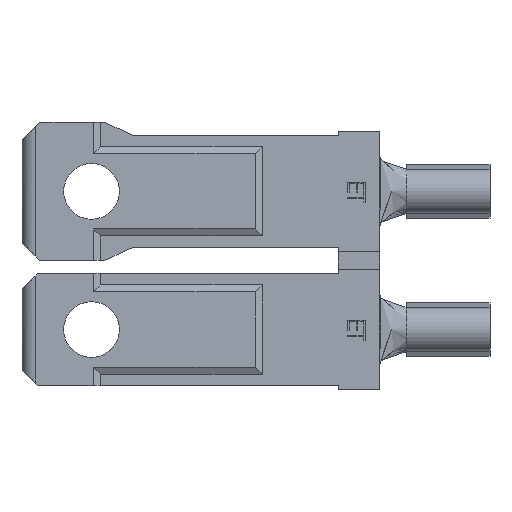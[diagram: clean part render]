
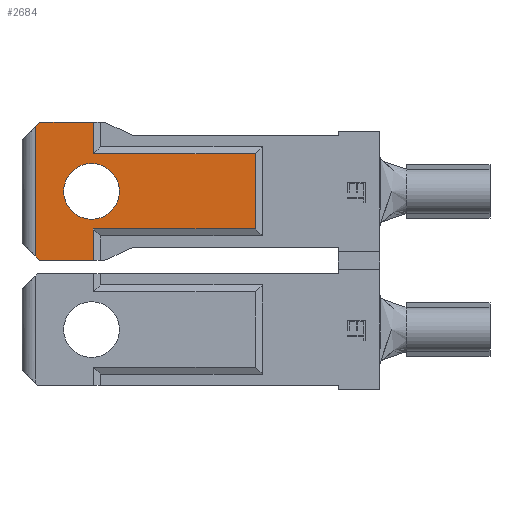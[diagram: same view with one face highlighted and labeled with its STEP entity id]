
A CAD part, front view. The second image highlights one B-rep face of the part: STEP entity #2684.
In plain terms, the highlighted planar face has unit normal (0, -1, 0).
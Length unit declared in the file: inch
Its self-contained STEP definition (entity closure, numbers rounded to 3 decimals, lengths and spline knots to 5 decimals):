
#21 = EDGE_CURVE ( 'NONE', #868, #8988, #10187, .T. ) ;
#141 = CARTESIAN_POINT ( 'NONE',  ( 0.01, -0.03, 0.155 ) ) ;
#192 = LINE ( 'NONE', #995, #9072 ) ;
#450 = EDGE_CURVE ( 'NONE', #9183, #6065, #2100, .T. ) ;
#484 = CIRCLE ( 'NONE', #4006, 0.0625 ) ;
#544 = EDGE_CURVE ( 'NONE', #10331, #635, #10896, .T. ) ;
#597 = ORIENTED_EDGE ( 'NONE', *, *, #7633, .F. ) ;
#635 = VERTEX_POINT ( 'NONE', #8753 ) ;
#868 = VERTEX_POINT ( 'NONE', #8921 ) ;
#995 = CARTESIAN_POINT ( 'NONE',  ( 0., -0.03, 0.155 ) ) ;
#1025 = LINE ( 'NONE', #141, #7875 ) ;
#1112 = ORIENTED_EDGE ( 'NONE', *, *, #4026, .F. ) ;
#1295 = PLANE ( 'NONE',  #7167 ) ;
#1581 = CARTESIAN_POINT ( 'NONE',  ( 0.13041, -0.03, 0.155 ) ) ;
#1673 = CARTESIAN_POINT ( 'NONE',  ( 0.126, -0.03, 0. ) ) ;
#1702 = EDGE_CURVE ( 'NONE', #8299, #9376, #6576, .T. ) ;
#1794 = DIRECTION ( 'NONE',  ( 0., 0., -1. ) ) ;
#2051 = CARTESIAN_POINT ( 'NONE',  ( 0.126, -0.03, 0.0625 ) ) ;
#2100 = LINE ( 'NONE', #10126, #10237 ) ;
#2188 = DIRECTION ( 'NONE',  ( 0., 0., -1. ) ) ;
#2282 = DIRECTION ( 'NONE',  ( 0., 0., -1. ) ) ;
#2446 = DIRECTION ( 'NONE',  ( 0., 0., -1. ) ) ;
#2684 = ADVANCED_FACE ( 'NONE', ( #7757, #7506 ), #1295, .F. ) ;
#2788 = ORIENTED_EDGE ( 'NONE', *, *, #1702, .T. ) ;
#3014 = DIRECTION ( 'NONE',  ( 0., 1., 0. ) ) ;
#3338 = EDGE_CURVE ( 'NONE', #3676, #868, #1025, .T. ) ;
#3384 = DIRECTION ( 'NONE',  ( 0., 1., 0. ) ) ;
#3437 = ORIENTED_EDGE ( 'NONE', *, *, #6606, .T. ) ;
#3438 = VECTOR ( 'NONE', #2282, 39.37008 ) ;
#3676 = VERTEX_POINT ( 'NONE', #7493 ) ;
#3934 = CARTESIAN_POINT ( 'NONE',  ( 0., -0.03, -0.145 ) ) ;
#3967 = CARTESIAN_POINT ( 'NONE',  ( 0.13041, -0.03, 0.155 ) ) ;
#3987 = EDGE_LOOP ( 'NONE', ( #7801, #9573, #5185, #1112, #597, #4968, #4340, #4476, #2788, #6249 ) ) ;
#4006 = AXIS2_PLACEMENT_3D ( 'NONE', #4830, #10841, #5693 ) ;
#4026 = EDGE_CURVE ( 'NONE', #8429, #9183, #5755, .T. ) ;
#4047 = VERTEX_POINT ( 'NONE', #7442 ) ;
#4132 = CARTESIAN_POINT ( 'NONE',  ( 0., -0.03, -0.155 ) ) ;
#4340 = ORIENTED_EDGE ( 'NONE', *, *, #21, .T. ) ;
#4476 = ORIENTED_EDGE ( 'NONE', *, *, #8130, .T. ) ;
#4693 = EDGE_CURVE ( 'NONE', #6065, #635, #6410, .T. ) ;
#4830 = CARTESIAN_POINT ( 'NONE',  ( 0.126, -0.03, 0. ) ) ;
#4968 = ORIENTED_EDGE ( 'NONE', *, *, #3338, .T. ) ;
#4987 = DIRECTION ( 'NONE',  ( 1., 0., 0. ) ) ;
#5130 = VECTOR ( 'NONE', #6764, 39.37008 ) ;
#5185 = ORIENTED_EDGE ( 'NONE', *, *, #450, .F. ) ;
#5247 = DIRECTION ( 'NONE',  ( -0.707, 0., -0.707 ) ) ;
#5292 = EDGE_CURVE ( 'NONE', #10331, #9376, #8446, .T. ) ;
#5293 = DIRECTION ( 'NONE',  ( 1., 0., 0. ) ) ;
#5394 = CARTESIAN_POINT ( 'NONE',  ( 0.01, -0.03, -0.155 ) ) ;
#5693 = DIRECTION ( 'NONE',  ( 0., 0., 1. ) ) ;
#5755 = LINE ( 'NONE', #3967, #3438 ) ;
#6065 = VERTEX_POINT ( 'NONE', #6343 ) ;
#6102 = CARTESIAN_POINT ( 'NONE',  ( 0.13041, -0.03, -0.08441 ) ) ;
#6249 = ORIENTED_EDGE ( 'NONE', *, *, #5292, .F. ) ;
#6278 = CARTESIAN_POINT ( 'NONE',  ( 0.13041, -0.03, -0.155 ) ) ;
#6343 = CARTESIAN_POINT ( 'NONE',  ( 0.49341, -0.03, 0.08441 ) ) ;
#6410 = LINE ( 'NONE', #7336, #8692 ) ;
#6576 = LINE ( 'NONE', #4132, #10617 ) ;
#6606 = EDGE_CURVE ( 'NONE', #4047, #6908, #8663, .T. ) ;
#6764 = DIRECTION ( 'NONE',  ( 0.707, 0., -0.707 ) ) ;
#6862 = DIRECTION ( 'NONE',  ( 1., 0., 0. ) ) ;
#6908 = VERTEX_POINT ( 'NONE', #2051 ) ;
#7167 = AXIS2_PLACEMENT_3D ( 'NONE', #8183, #3014, #9053 ) ;
#7336 = CARTESIAN_POINT ( 'NONE',  ( 0.49341, -0.03, 0.1 ) ) ;
#7442 = CARTESIAN_POINT ( 'NONE',  ( 0.126, -0.03, -0.0625 ) ) ;
#7460 = LINE ( 'NONE', #11044, #5130 ) ;
#7493 = CARTESIAN_POINT ( 'NONE',  ( 0.01, -0.03, 0.155 ) ) ;
#7506 = FACE_OUTER_BOUND ( 'NONE', #3987, .T. ) ;
#7540 = ORIENTED_EDGE ( 'NONE', *, *, #7915, .T. ) ;
#7553 = DIRECTION ( 'NONE',  ( 1., 0., 0. ) ) ;
#7633 = EDGE_CURVE ( 'NONE', #3676, #8429, #192, .T. ) ;
#7757 = FACE_BOUND ( 'NONE', #9121, .T. ) ;
#7801 = ORIENTED_EDGE ( 'NONE', *, *, #544, .T. ) ;
#7875 = VECTOR ( 'NONE', #5247, 39.37008 ) ;
#7879 = VECTOR ( 'NONE', #1794, 39.37008 ) ;
#7915 = EDGE_CURVE ( 'NONE', #6908, #4047, #484, .T. ) ;
#8130 = EDGE_CURVE ( 'NONE', #8988, #8299, #7460, .T. ) ;
#8183 = CARTESIAN_POINT ( 'NONE',  ( 0., -0.03, 0.155 ) ) ;
#8186 = VECTOR ( 'NONE', #2446, 39.37008 ) ;
#8262 = CARTESIAN_POINT ( 'NONE',  ( 0.13041, -0.03, 0.155 ) ) ;
#8299 = VERTEX_POINT ( 'NONE', #5394 ) ;
#8429 = VERTEX_POINT ( 'NONE', #8262 ) ;
#8446 = LINE ( 'NONE', #1581, #8186 ) ;
#8603 = VECTOR ( 'NONE', #6862, 39.37008 ) ;
#8663 = CIRCLE ( 'NONE', #8748, 0.0625 ) ;
#8680 = CARTESIAN_POINT ( 'NONE',  ( 0., -0.03, 0.155 ) ) ;
#8692 = VECTOR ( 'NONE', #2188, 39.37008 ) ;
#8748 = AXIS2_PLACEMENT_3D ( 'NONE', #1673, #3384, #9429 ) ;
#8753 = CARTESIAN_POINT ( 'NONE',  ( 0.49341, -0.03, -0.08441 ) ) ;
#8921 = CARTESIAN_POINT ( 'NONE',  ( 0., -0.03, 0.145 ) ) ;
#8988 = VERTEX_POINT ( 'NONE', #3934 ) ;
#9053 = DIRECTION ( 'NONE',  ( 0., 0., 1. ) ) ;
#9072 = VECTOR ( 'NONE', #5293, 39.37008 ) ;
#9121 = EDGE_LOOP ( 'NONE', ( #7540, #3437 ) ) ;
#9183 = VERTEX_POINT ( 'NONE', #9483 ) ;
#9376 = VERTEX_POINT ( 'NONE', #6278 ) ;
#9429 = DIRECTION ( 'NONE',  ( 0., 0., 1. ) ) ;
#9432 = CARTESIAN_POINT ( 'NONE',  ( 0.11121, -0.03, -0.08441 ) ) ;
#9483 = CARTESIAN_POINT ( 'NONE',  ( 0.13041, -0.03, 0.08441 ) ) ;
#9573 = ORIENTED_EDGE ( 'NONE', *, *, #4693, .F. ) ;
#10126 = CARTESIAN_POINT ( 'NONE',  ( 0.11121, -0.03, 0.08441 ) ) ;
#10187 = LINE ( 'NONE', #8680, #7879 ) ;
#10237 = VECTOR ( 'NONE', #7553, 39.37008 ) ;
#10331 = VERTEX_POINT ( 'NONE', #6102 ) ;
#10617 = VECTOR ( 'NONE', #4987, 39.37008 ) ;
#10841 = DIRECTION ( 'NONE',  ( 0., 1., 0. ) ) ;
#10896 = LINE ( 'NONE', #9432, #8603 ) ;
#11044 = CARTESIAN_POINT ( 'NONE',  ( 0.01, -0.03, -0.155 ) ) ;
